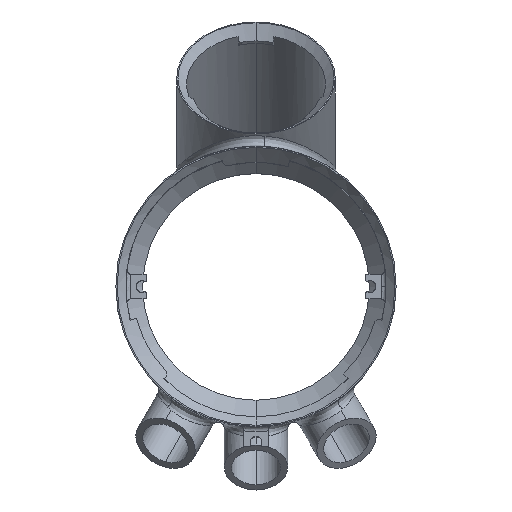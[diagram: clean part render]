
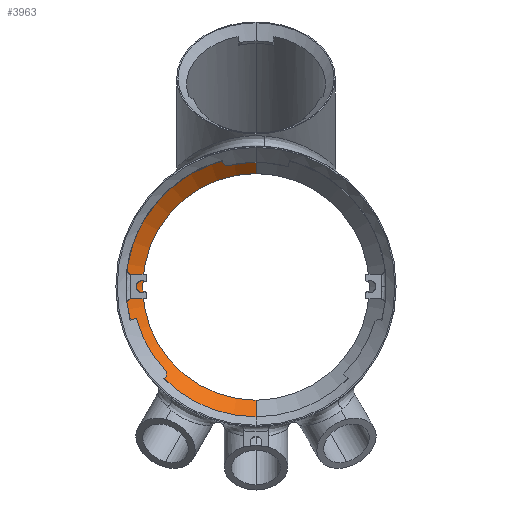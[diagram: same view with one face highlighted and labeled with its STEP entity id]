
A CAD part, top view. The second image highlights one B-rep face of the part: STEP entity #3963.
In plain terms, the highlighted conical face has half-angle 45 degrees and reference radius 53.5 mm.
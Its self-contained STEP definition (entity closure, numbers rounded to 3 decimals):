
#258 = EDGE_CURVE ( 'NONE', #4115, #7152, #9624, .T. ) ;
#469 = VECTOR ( 'NONE', #5114, 1000. ) ;
#594 = ORIENTED_EDGE ( 'NONE', *, *, #4540, .T. ) ;
#734 = FACE_OUTER_BOUND ( 'NONE', #2278, .T. ) ;
#790 = DIRECTION ( 'NONE',  ( 0., 1., 0. ) ) ;
#937 = CARTESIAN_POINT ( 'NONE',  ( 0., -53.5, 18. ) ) ;
#1499 = CIRCLE ( 'NONE', #3241, 46.5 ) ;
#1567 = CARTESIAN_POINT ( 'NONE',  ( 0., 0., 11. ) ) ;
#1690 = DIRECTION ( 'NONE',  ( 0., 1., 0. ) ) ;
#2278 = EDGE_LOOP ( 'NONE', ( #594, #9264, #9037, #5832 ) ) ;
#2770 = LINE ( 'NONE', #6458, #8676 ) ;
#3220 = CARTESIAN_POINT ( 'NONE',  ( 0., 0., 18. ) ) ;
#3241 = AXIS2_PLACEMENT_3D ( 'NONE', #1567, #4126, #790 ) ;
#3891 = AXIS2_PLACEMENT_3D ( 'NONE', #10038, #4175, #1690 ) ;
#3963 = ADVANCED_FACE ( 'NONE', ( #734 ), #8699, .F. ) ;
#4115 = VERTEX_POINT ( 'NONE', #10049 ) ;
#4126 = DIRECTION ( 'NONE',  ( 0., 0., -1. ) ) ;
#4175 = DIRECTION ( 'NONE',  ( 0., 0., -1. ) ) ;
#4335 = DIRECTION ( 'NONE',  ( 0., 0., 1. ) ) ;
#4540 = EDGE_CURVE ( 'NONE', #7104, #8054, #1499, .T. ) ;
#4659 = CARTESIAN_POINT ( 'NONE',  ( 0., 46.5, 11. ) ) ;
#4768 = DIRECTION ( 'NONE',  ( 0., 0.707, 0.707 ) ) ;
#5108 = LINE ( 'NONE', #937, #469 ) ;
#5114 = DIRECTION ( 'NONE',  ( 0., -0.707, 0.707 ) ) ;
#5447 = AXIS2_PLACEMENT_3D ( 'NONE', #3220, #4335, #5982 ) ;
#5832 = ORIENTED_EDGE ( 'NONE', *, *, #6217, .F. ) ;
#5982 = DIRECTION ( 'NONE',  ( 0., -1., 0. ) ) ;
#6217 = EDGE_CURVE ( 'NONE', #7104, #4115, #5108, .T. ) ;
#6458 = CARTESIAN_POINT ( 'NONE',  ( 0., 53.5, 18. ) ) ;
#6633 = EDGE_CURVE ( 'NONE', #8054, #7152, #2770, .T. ) ;
#7104 = VERTEX_POINT ( 'NONE', #8571 ) ;
#7152 = VERTEX_POINT ( 'NONE', #10247 ) ;
#8054 = VERTEX_POINT ( 'NONE', #4659 ) ;
#8571 = CARTESIAN_POINT ( 'NONE',  ( 0., -46.5, 11. ) ) ;
#8676 = VECTOR ( 'NONE', #4768, 1000. ) ;
#8699 = CONICAL_SURFACE ( 'NONE', #5447, 53.5, 0.785 ) ;
#9037 = ORIENTED_EDGE ( 'NONE', *, *, #258, .F. ) ;
#9264 = ORIENTED_EDGE ( 'NONE', *, *, #6633, .T. ) ;
#9624 = CIRCLE ( 'NONE', #3891, 53.5 ) ;
#10038 = CARTESIAN_POINT ( 'NONE',  ( 0., 0., 18. ) ) ;
#10049 = CARTESIAN_POINT ( 'NONE',  ( 0., -53.5, 18. ) ) ;
#10247 = CARTESIAN_POINT ( 'NONE',  ( 0., 53.5, 18. ) ) ;
